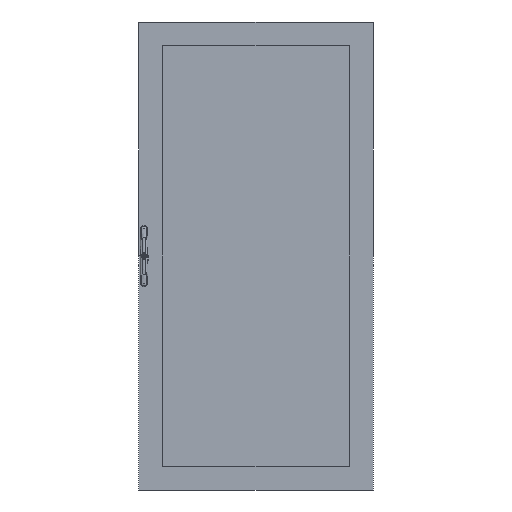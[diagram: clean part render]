
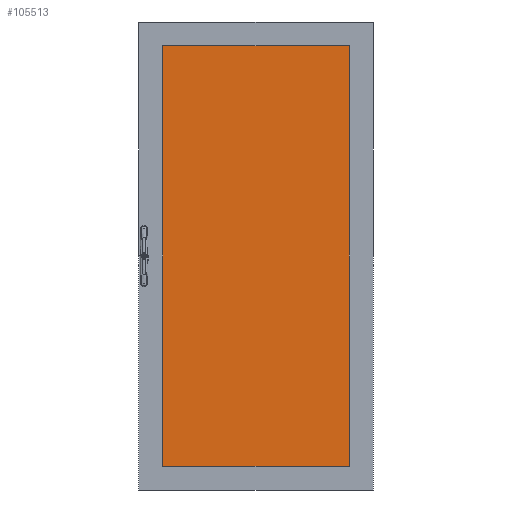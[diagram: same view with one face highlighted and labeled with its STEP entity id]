
A CAD part, front view. The second image highlights one B-rep face of the part: STEP entity #105513.
In plain terms, the highlighted planar face has unit normal (0, -1, 0).
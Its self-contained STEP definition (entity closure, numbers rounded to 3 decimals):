
#5919 = CARTESIAN_POINT ( 'NONE',  ( 16.437, 0., 35.689 ) ) ;
#13405 = CARTESIAN_POINT ( 'NONE',  ( 16.437, 0., 35.689 ) ) ;
#16459 = DIRECTION ( 'NONE',  ( 0., 0., -1. ) ) ;
#17508 = DIRECTION ( 'NONE',  ( 0., 0., 1. ) ) ;
#24833 = ORIENTED_EDGE ( 'NONE', *, *, #35945, .F. ) ;
#27593 = CARTESIAN_POINT ( 'NONE',  ( -16.437, 0., 35.689 ) ) ;
#33420 = EDGE_CURVE ( 'NONE', #121867, #33969, #66880, .T. ) ;
#33969 = VERTEX_POINT ( 'NONE', #65728 ) ;
#34162 = ORIENTED_EDGE ( 'NONE', *, *, #103386, .F. ) ;
#35945 = EDGE_CURVE ( 'NONE', #94721, #99052, #119657, .T. ) ;
#44088 = VECTOR ( 'NONE', #95381, 39.37 ) ;
#45500 = ORIENTED_EDGE ( 'NONE', *, *, #33420, .F. ) ;
#54928 = LINE ( 'NONE', #56891, #120028 ) ;
#55633 = VECTOR ( 'NONE', #16459, 39.37 ) ;
#56616 = CARTESIAN_POINT ( 'NONE',  ( -16.437, 0., 35.689 ) ) ;
#56891 = CARTESIAN_POINT ( 'NONE',  ( -16.437, 0., -35.689 ) ) ;
#57795 = CARTESIAN_POINT ( 'NONE',  ( 0., 0., 0. ) ) ;
#59242 = ORIENTED_EDGE ( 'NONE', *, *, #85006, .F. ) ;
#65728 = CARTESIAN_POINT ( 'NONE',  ( 16.437, 0., -35.689 ) ) ;
#66744 = VECTOR ( 'NONE', #75994, 39.37 ) ;
#66880 = LINE ( 'NONE', #89683, #55633 ) ;
#75215 = LINE ( 'NONE', #13405, #44088 ) ;
#75994 = DIRECTION ( 'NONE',  ( 0., 0., 1. ) ) ;
#85006 = EDGE_CURVE ( 'NONE', #33969, #94721, #54928, .T. ) ;
#88716 = FACE_OUTER_BOUND ( 'NONE', #119031, .T. ) ;
#89683 = CARTESIAN_POINT ( 'NONE',  ( 16.437, 0., -35.689 ) ) ;
#94721 = VERTEX_POINT ( 'NONE', #120210 ) ;
#95381 = DIRECTION ( 'NONE',  ( 1., 0., 0. ) ) ;
#99052 = VERTEX_POINT ( 'NONE', #56616 ) ;
#100110 = DIRECTION ( 'NONE',  ( 0., -1., 0. ) ) ;
#103386 = EDGE_CURVE ( 'NONE', #99052, #121867, #75215, .T. ) ;
#105513 = ADVANCED_FACE ( 'NONE', ( #88716 ), #109597, .T. ) ;
#106705 = DIRECTION ( 'NONE',  ( -1., 0., 0. ) ) ;
#109597 = PLANE ( 'NONE',  #121705 ) ;
#119031 = EDGE_LOOP ( 'NONE', ( #24833, #59242, #45500, #34162 ) ) ;
#119657 = LINE ( 'NONE', #27593, #66744 ) ;
#120028 = VECTOR ( 'NONE', #106705, 39.37 ) ;
#120210 = CARTESIAN_POINT ( 'NONE',  ( -16.437, 0., -35.689 ) ) ;
#121705 = AXIS2_PLACEMENT_3D ( 'NONE', #57795, #100110, #17508 ) ;
#121867 = VERTEX_POINT ( 'NONE', #5919 ) ;
